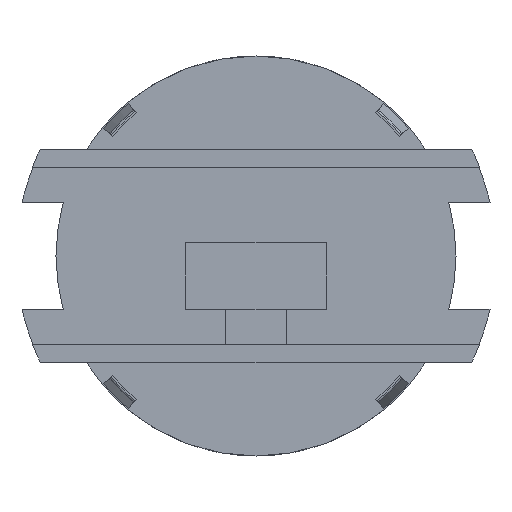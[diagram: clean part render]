
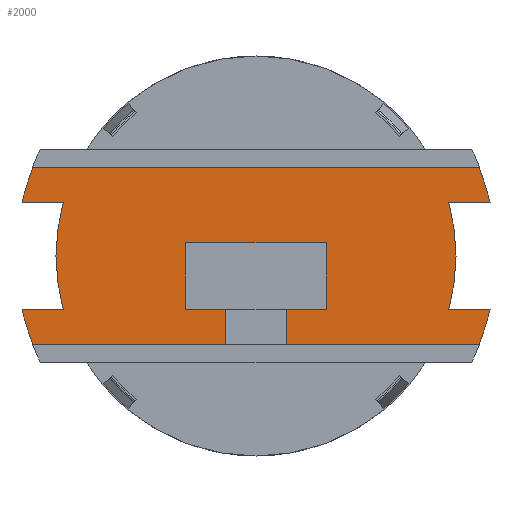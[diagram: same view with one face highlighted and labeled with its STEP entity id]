
A CAD part, front view. The second image highlights one B-rep face of the part: STEP entity #2000.
In plain terms, the highlighted planar face has unit normal (0, -1, 0).
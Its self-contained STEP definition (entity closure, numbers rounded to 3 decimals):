
#57=PLANE('',#2140);
#130=FACE_OUTER_BOUND('',#235,.T.);
#235=EDGE_LOOP('',(#1426,#1427,#1428,#1429,#1430,#1431,#1432,#1433,#1434,
#1435,#1436,#1437,#1438,#1439,#1440,#1441,#1442,#1443,#1444,#1445));
#342=LINE('',#3032,#523);
#346=LINE('',#3040,#527);
#363=LINE('',#3095,#544);
#374=LINE('',#3126,#555);
#375=LINE('',#3129,#556);
#376=LINE('',#3132,#557);
#377=LINE('',#3133,#558);
#378=LINE('',#3137,#559);
#379=LINE('',#3140,#560);
#380=LINE('',#3142,#561);
#381=LINE('',#3144,#562);
#382=LINE('',#3146,#563);
#383=LINE('',#3148,#564);
#384=LINE('',#3149,#565);
#523=VECTOR('',#2375,14.477);
#527=VECTOR('',#2379,14.477);
#544=VECTOR('',#2426,3.093);
#555=VECTOR('',#2457,3.093);
#556=VECTOR('',#2460,2.65);
#557=VECTOR('',#2463,3.093);
#558=VECTOR('',#2464,33.453);
#559=VECTOR('',#2467,3.093);
#560=VECTOR('',#2470,2.65);
#561=VECTOR('',#2471,3.);
#562=VECTOR('',#2472,5.);
#563=VECTOR('',#2473,10.5);
#564=VECTOR('',#2474,5.);
#565=VECTOR('',#2475,3.);
#706=CIRCLE('',#2132,18.);
#708=CIRCLE('',#2135,18.);
#709=CIRCLE('',#2138,18.);
#710=CIRCLE('',#2141,15.);
#711=CIRCLE('',#2142,15.);
#712=CIRCLE('',#2143,18.);
#832=VERTEX_POINT('',#3029);
#833=VERTEX_POINT('',#3031);
#836=VERTEX_POINT('',#3037);
#837=VERTEX_POINT('',#3039);
#859=VERTEX_POINT('',#3092);
#860=VERTEX_POINT('',#3094);
#863=VERTEX_POINT('',#3101);
#864=VERTEX_POINT('',#3103);
#868=VERTEX_POINT('',#3118);
#869=VERTEX_POINT('',#3120);
#870=VERTEX_POINT('',#3124);
#871=VERTEX_POINT('',#3128);
#872=VERTEX_POINT('',#3130);
#873=VERTEX_POINT('',#3134);
#874=VERTEX_POINT('',#3136);
#875=VERTEX_POINT('',#3139);
#876=VERTEX_POINT('',#3141);
#877=VERTEX_POINT('',#3143);
#878=VERTEX_POINT('',#3145);
#879=VERTEX_POINT('',#3147);
#1042=EDGE_CURVE('',#832,#833,#342,.T.);
#1046=EDGE_CURVE('',#836,#837,#346,.T.);
#1073=EDGE_CURVE('',#860,#859,#363,.T.);
#1077=EDGE_CURVE('',#864,#863,#706,.T.);
#1080=EDGE_CURVE('',#832,#860,#708,.T.);
#1086=EDGE_CURVE('',#869,#868,#709,.T.);
#1089=EDGE_CURVE('',#870,#868,#374,.T.);
#1090=EDGE_CURVE('',#871,#833,#375,.T.);
#1091=EDGE_CURVE('',#859,#872,#710,.T.);
#1092=EDGE_CURVE('',#864,#872,#376,.T.);
#1093=EDGE_CURVE('',#863,#869,#377,.T.);
#1094=EDGE_CURVE('',#870,#873,#711,.T.);
#1095=EDGE_CURVE('',#873,#874,#378,.T.);
#1096=EDGE_CURVE('',#874,#837,#712,.T.);
#1097=EDGE_CURVE('',#875,#836,#379,.T.);
#1098=EDGE_CURVE('',#876,#875,#380,.T.);
#1099=EDGE_CURVE('',#877,#876,#381,.T.);
#1100=EDGE_CURVE('',#877,#878,#382,.T.);
#1101=EDGE_CURVE('',#878,#879,#383,.T.);
#1102=EDGE_CURVE('',#871,#879,#384,.T.);
#1426=ORIENTED_EDGE('',*,*,#1090,.T.);
#1427=ORIENTED_EDGE('',*,*,#1042,.F.);
#1428=ORIENTED_EDGE('',*,*,#1080,.T.);
#1429=ORIENTED_EDGE('',*,*,#1073,.T.);
#1430=ORIENTED_EDGE('',*,*,#1091,.T.);
#1431=ORIENTED_EDGE('',*,*,#1092,.F.);
#1432=ORIENTED_EDGE('',*,*,#1077,.T.);
#1433=ORIENTED_EDGE('',*,*,#1093,.T.);
#1434=ORIENTED_EDGE('',*,*,#1086,.T.);
#1435=ORIENTED_EDGE('',*,*,#1089,.F.);
#1436=ORIENTED_EDGE('',*,*,#1094,.T.);
#1437=ORIENTED_EDGE('',*,*,#1095,.T.);
#1438=ORIENTED_EDGE('',*,*,#1096,.T.);
#1439=ORIENTED_EDGE('',*,*,#1046,.F.);
#1440=ORIENTED_EDGE('',*,*,#1097,.F.);
#1441=ORIENTED_EDGE('',*,*,#1098,.F.);
#1442=ORIENTED_EDGE('',*,*,#1099,.F.);
#1443=ORIENTED_EDGE('',*,*,#1100,.T.);
#1444=ORIENTED_EDGE('',*,*,#1101,.T.);
#1445=ORIENTED_EDGE('',*,*,#1102,.F.);
#2000=ADVANCED_FACE('',(#130),#57,.F.);
#2132=AXIS2_PLACEMENT_3D('',#3104,#2433,#2434);
#2135=AXIS2_PLACEMENT_3D('',#3108,#2440,#2441);
#2138=AXIS2_PLACEMENT_3D('',#3121,#2451,#2452);
#2140=AXIS2_PLACEMENT_3D('',#3127,#2458,#2459);
#2141=AXIS2_PLACEMENT_3D('',#3131,#2461,#2462);
#2142=AXIS2_PLACEMENT_3D('',#3135,#2465,#2466);
#2143=AXIS2_PLACEMENT_3D('',#3138,#2468,#2469);
#2375=DIRECTION('',(-1.,0.,0.));
#2379=DIRECTION('',(-1.,0.,0.));
#2426=DIRECTION('',(-1.,0.,0.));
#2433=DIRECTION('center_axis',(0.,-1.,0.));
#2434=DIRECTION('ref_axis',(0.,0.,-1.));
#2440=DIRECTION('center_axis',(0.,-1.,0.));
#2441=DIRECTION('ref_axis',(0.,0.,-1.));
#2451=DIRECTION('center_axis',(0.,-1.,0.));
#2452=DIRECTION('ref_axis',(0.,0.,-1.));
#2457=DIRECTION('',(-1.,0.,0.));
#2458=DIRECTION('center_axis',(0.,1.,0.));
#2459=DIRECTION('ref_axis',(0.,0.,1.));
#2460=DIRECTION('',(0.,0.,-1.));
#2461=DIRECTION('center_axis',(0.,-1.,0.));
#2462=DIRECTION('ref_axis',(0.,0.,-1.));
#2463=DIRECTION('',(-1.,0.,0.));
#2464=DIRECTION('',(-1.,0.,0.));
#2465=DIRECTION('center_axis',(0.,-1.,0.));
#2466=DIRECTION('ref_axis',(0.,0.,-1.));
#2467=DIRECTION('',(-1.,0.,0.));
#2468=DIRECTION('center_axis',(0.,-1.,0.));
#2469=DIRECTION('ref_axis',(0.,0.,-1.));
#2470=DIRECTION('',(0.,0.,-1.));
#2471=DIRECTION('',(1.,0.,0.));
#2472=DIRECTION('',(0.,0.,-1.));
#2473=DIRECTION('',(1.,0.,0.));
#2474=DIRECTION('',(0.,0.,-1.));
#2475=DIRECTION('',(1.,0.,0.));
#3029=CARTESIAN_POINT('',(16.727,0.,-6.65));
#3031=CARTESIAN_POINT('',(2.25,0.,-6.65));
#3032=CARTESIAN_POINT('',(16.727,0.,-6.65));
#3037=CARTESIAN_POINT('',(-2.25,0.,-6.65));
#3039=CARTESIAN_POINT('',(-16.727,0.,-6.65));
#3040=CARTESIAN_POINT('',(-2.25,0.,-6.65));
#3092=CARTESIAN_POINT('',(14.457,0.,-4.));
#3094=CARTESIAN_POINT('',(17.55,0.,-4.));
#3095=CARTESIAN_POINT('',(17.55,0.,-4.));
#3101=CARTESIAN_POINT('',(16.727,0.,6.65));
#3103=CARTESIAN_POINT('',(17.55,0.,4.));
#3104=CARTESIAN_POINT('Origin',(0.,0.,0.));
#3108=CARTESIAN_POINT('Origin',(0.,0.,0.));
#3118=CARTESIAN_POINT('',(-17.55,0.,4.));
#3120=CARTESIAN_POINT('',(-16.727,0.,6.65));
#3121=CARTESIAN_POINT('Origin',(0.,0.,0.));
#3124=CARTESIAN_POINT('',(-14.457,0.,4.));
#3126=CARTESIAN_POINT('',(-14.457,0.,4.));
#3127=CARTESIAN_POINT('Origin',(0.,0.,0.));
#3128=CARTESIAN_POINT('',(2.25,0.,-4.));
#3129=CARTESIAN_POINT('',(2.25,0.,-4.));
#3130=CARTESIAN_POINT('',(14.457,0.,4.));
#3131=CARTESIAN_POINT('Origin',(0.,0.,0.));
#3132=CARTESIAN_POINT('',(17.55,0.,4.));
#3133=CARTESIAN_POINT('',(16.727,0.,6.65));
#3134=CARTESIAN_POINT('',(-14.457,0.,-4.));
#3135=CARTESIAN_POINT('Origin',(0.,0.,0.));
#3136=CARTESIAN_POINT('',(-17.55,0.,-4.));
#3137=CARTESIAN_POINT('',(-14.457,0.,-4.));
#3138=CARTESIAN_POINT('Origin',(0.,0.,0.));
#3139=CARTESIAN_POINT('',(-2.25,0.,-4.));
#3140=CARTESIAN_POINT('',(-2.25,0.,-4.));
#3141=CARTESIAN_POINT('',(-5.25,0.,-4.));
#3142=CARTESIAN_POINT('',(-5.25,0.,-4.));
#3143=CARTESIAN_POINT('',(-5.25,0.,1.));
#3144=CARTESIAN_POINT('',(-5.25,0.,1.));
#3145=CARTESIAN_POINT('',(5.25,0.,1.));
#3146=CARTESIAN_POINT('',(-5.25,0.,1.));
#3147=CARTESIAN_POINT('',(5.25,0.,-4.));
#3148=CARTESIAN_POINT('',(5.25,0.,1.));
#3149=CARTESIAN_POINT('',(2.25,0.,-4.));
